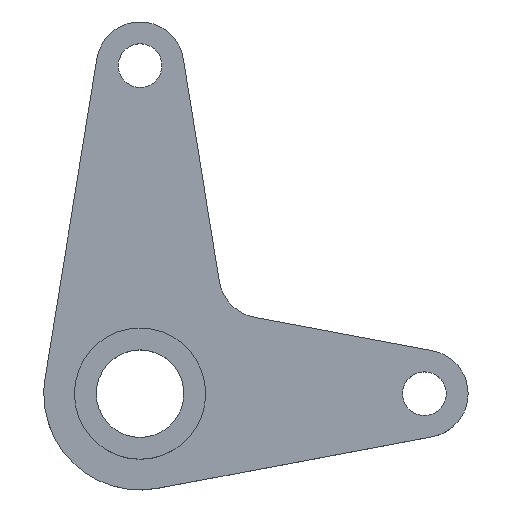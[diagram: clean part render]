
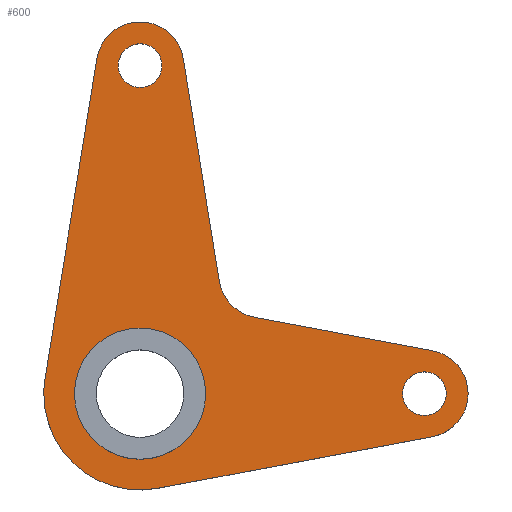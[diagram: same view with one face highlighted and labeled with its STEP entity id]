
A CAD part, top view. The second image highlights one B-rep face of the part: STEP entity #600.
In plain terms, the highlighted planar face has unit normal (0, 0, 1).
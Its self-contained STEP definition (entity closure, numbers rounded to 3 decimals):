
#2 = VECTOR ( 'NONE', #483, 1000. ) ;
#3 = AXIS2_PLACEMENT_3D ( 'NONE', #467, #628, #367 ) ;
#5 = EDGE_LOOP ( 'NONE', ( #336, #564 ) ) ;
#14 = CARTESIAN_POINT ( 'NONE',  ( -9.871, 76.6, 8. ) ) ;
#17 = ORIENTED_EDGE ( 'NONE', *, *, #642, .T. ) ;
#18 = CARTESIAN_POINT ( 'NONE',  ( 0., 75., 8. ) ) ;
#21 = ORIENTED_EDGE ( 'NONE', *, *, #563, .T. ) ;
#30 = CARTESIAN_POINT ( 'NONE',  ( 0., 75., 8. ) ) ;
#33 = CARTESIAN_POINT ( 'NONE',  ( 0., 0., 8. ) ) ;
#38 = DIRECTION ( 'NONE',  ( 0., 0., 1. ) ) ;
#44 = VERTEX_POINT ( 'NONE', #158 ) ;
#57 = VECTOR ( 'NONE', #578, 1000. ) ;
#61 = VERTEX_POINT ( 'NONE', #471 ) ;
#64 = DIRECTION ( 'NONE',  ( 1., 0., 0. ) ) ;
#66 = CIRCLE ( 'NONE', #279, 10. ) ;
#82 = CARTESIAN_POINT ( 'NONE',  ( 0., 0., 8. ) ) ;
#90 = CARTESIAN_POINT ( 'NONE',  ( -22., 0., 8. ) ) ;
#94 = VERTEX_POINT ( 'NONE', #469 ) ;
#99 = EDGE_CURVE ( 'NONE', #250, #44, #407, .T. ) ;
#103 = CIRCLE ( 'NONE', #3, 5. ) ;
#115 = AXIS2_PLACEMENT_3D ( 'NONE', #601, #236, #648 ) ;
#117 = CIRCLE ( 'NONE', #115, 5. ) ;
#131 = DIRECTION ( 'NONE',  ( 0., 0., 1. ) ) ;
#142 = CARTESIAN_POINT ( 'NONE',  ( 0., 0., 8. ) ) ;
#146 = FACE_BOUND ( 'NONE', #5, .T. ) ;
#149 = EDGE_CURVE ( 'NONE', #180, #94, #103, .T. ) ;
#157 = DIRECTION ( 'NONE',  ( -1., 0., 0. ) ) ;
#158 = CARTESIAN_POINT ( 'NONE',  ( 70., 0., 8. ) ) ;
#161 = EDGE_CURVE ( 'NONE', #284, #589, #443, .T. ) ;
#171 = LINE ( 'NONE', #636, #57 ) ;
#176 = CARTESIAN_POINT ( 'NONE',  ( 66.846, 9.828, 8. ) ) ;
#177 = ORIENTED_EDGE ( 'NONE', *, *, #99, .F. ) ;
#180 = VERTEX_POINT ( 'NONE', #619 ) ;
#188 = FACE_OUTER_BOUND ( 'NONE', #198, .T. ) ;
#198 = EDGE_LOOP ( 'NONE', ( #517, #380, #21, #17, #416, #218, #315, #607, #437 ) ) ;
#199 = CARTESIAN_POINT ( 'NONE',  ( 18.121, 25.701, 8. ) ) ;
#207 = CARTESIAN_POINT ( 'NONE',  ( 65., 0., 8. ) ) ;
#217 = CARTESIAN_POINT ( 'NONE',  ( 9.871, 76.6, 8. ) ) ;
#218 = ORIENTED_EDGE ( 'NONE', *, *, #474, .T. ) ;
#223 = EDGE_CURVE ( 'NONE', #94, #180, #373, .T. ) ;
#226 = CIRCLE ( 'NONE', #425, 22. ) ;
#228 = CARTESIAN_POINT ( 'NONE',  ( 26.146, 17.473, 8. ) ) ;
#233 = VERTEX_POINT ( 'NONE', #436 ) ;
#236 = DIRECTION ( 'NONE',  ( 0., 0., 1. ) ) ;
#240 = DIRECTION ( 'NONE',  ( 0., 0., 1. ) ) ;
#243 = EDGE_CURVE ( 'NONE', #61, #233, #658, .T. ) ;
#244 = ORIENTED_EDGE ( 'NONE', *, *, #340, .F. ) ;
#250 = VERTEX_POINT ( 'NONE', #481 ) ;
#251 = EDGE_CURVE ( 'NONE', #589, #270, #277, .T. ) ;
#257 = AXIS2_PLACEMENT_3D ( 'NONE', #379, #539, #64 ) ;
#260 = AXIS2_PLACEMENT_3D ( 'NONE', #457, #38, #650 ) ;
#270 = VERTEX_POINT ( 'NONE', #217 ) ;
#277 = LINE ( 'NONE', #377, #2 ) ;
#279 = AXIS2_PLACEMENT_3D ( 'NONE', #30, #240, #337 ) ;
#281 = CARTESIAN_POINT ( 'NONE',  ( -21.717, 3.52, 8. ) ) ;
#284 = VERTEX_POINT ( 'NONE', #228 ) ;
#298 = EDGE_CURVE ( 'NONE', #356, #389, #171, .T. ) ;
#299 = DIRECTION ( 'NONE',  ( 1., 0., 0. ) ) ;
#308 = VERTEX_POINT ( 'NONE', #176 ) ;
#315 = ORIENTED_EDGE ( 'NONE', *, *, #455, .T. ) ;
#325 = DIRECTION ( 'NONE',  ( 0., 0., 1. ) ) ;
#331 = EDGE_LOOP ( 'NONE', ( #177, #244 ) ) ;
#336 = ORIENTED_EDGE ( 'NONE', *, *, #406, .F. ) ;
#337 = DIRECTION ( 'NONE',  ( 1., 0., 0. ) ) ;
#340 = EDGE_CURVE ( 'NONE', #44, #250, #117, .T. ) ;
#347 = AXIS2_PLACEMENT_3D ( 'NONE', #82, #495, #299 ) ;
#349 = DIRECTION ( 'NONE',  ( 0., 0., 1. ) ) ;
#350 = AXIS2_PLACEMENT_3D ( 'NONE', #207, #421, #463 ) ;
#352 = LINE ( 'NONE', #409, #417 ) ;
#356 = VERTEX_POINT ( 'NONE', #653 ) ;
#364 = EDGE_CURVE ( 'NONE', #270, #649, #66, .T. ) ;
#367 = DIRECTION ( 'NONE',  ( 1., 0., 0. ) ) ;
#368 = AXIS2_PLACEMENT_3D ( 'NONE', #584, #325, #430 ) ;
#373 = CIRCLE ( 'NONE', #257, 5. ) ;
#377 = CARTESIAN_POINT ( 'NONE',  ( 9.871, 76.6, 8. ) ) ;
#379 = CARTESIAN_POINT ( 'NONE',  ( 0., 75., 8. ) ) ;
#380 = ORIENTED_EDGE ( 'NONE', *, *, #535, .T. ) ;
#389 = VERTEX_POINT ( 'NONE', #398 ) ;
#392 = FACE_BOUND ( 'NONE', #331, .T. ) ;
#398 = CARTESIAN_POINT ( 'NONE',  ( 66.846, -9.828, 8. ) ) ;
#401 = ORIENTED_EDGE ( 'NONE', *, *, #223, .F. ) ;
#406 = EDGE_CURVE ( 'NONE', #233, #61, #446, .T. ) ;
#407 = CIRCLE ( 'NONE', #350, 5. ) ;
#409 = CARTESIAN_POINT ( 'NONE',  ( 26.146, 17.473, 8. ) ) ;
#413 = AXIS2_PLACEMENT_3D ( 'NONE', #473, #573, #157 ) ;
#415 = AXIS2_PLACEMENT_3D ( 'NONE', #142, #349, #507 ) ;
#416 = ORIENTED_EDGE ( 'NONE', *, *, #298, .T. ) ;
#417 = VECTOR ( 'NONE', #598, 1000. ) ;
#421 = DIRECTION ( 'NONE',  ( 0., 0., 1. ) ) ;
#425 = AXIS2_PLACEMENT_3D ( 'NONE', #33, #594, #552 ) ;
#430 = DIRECTION ( 'NONE',  ( 1., 0., 0. ) ) ;
#436 = CARTESIAN_POINT ( 'NONE',  ( -15., 0., 8. ) ) ;
#437 = ORIENTED_EDGE ( 'NONE', *, *, #251, .T. ) ;
#443 = CIRCLE ( 'NONE', #413, 10. ) ;
#446 = CIRCLE ( 'NONE', #347, 15. ) ;
#455 = EDGE_CURVE ( 'NONE', #308, #284, #352, .T. ) ;
#457 = CARTESIAN_POINT ( 'NONE',  ( 65., 0., 8. ) ) ;
#463 = DIRECTION ( 'NONE',  ( 1., 0., 0. ) ) ;
#467 = CARTESIAN_POINT ( 'NONE',  ( 0., 75., 8. ) ) ;
#469 = CARTESIAN_POINT ( 'NONE',  ( -5., 75., 8. ) ) ;
#471 = CARTESIAN_POINT ( 'NONE',  ( 15., 0., 8. ) ) ;
#473 = CARTESIAN_POINT ( 'NONE',  ( 27.992, 27.301, 8. ) ) ;
#474 = EDGE_CURVE ( 'NONE', #389, #308, #660, .T. ) ;
#476 = VERTEX_POINT ( 'NONE', #90 ) ;
#481 = CARTESIAN_POINT ( 'NONE',  ( 60., 0., 8. ) ) ;
#483 = DIRECTION ( 'NONE',  ( -0.16, 0.987, 0. ) ) ;
#495 = DIRECTION ( 'NONE',  ( 0., 0., 1. ) ) ;
#500 = CIRCLE ( 'NONE', #415, 22. ) ;
#507 = DIRECTION ( 'NONE',  ( 1., 0., 0. ) ) ;
#517 = ORIENTED_EDGE ( 'NONE', *, *, #364, .T. ) ;
#535 = EDGE_CURVE ( 'NONE', #649, #604, #665, .T. ) ;
#539 = DIRECTION ( 'NONE',  ( 0., 0., 1. ) ) ;
#540 = ORIENTED_EDGE ( 'NONE', *, *, #149, .F. ) ;
#548 = PLANE ( 'NONE',  #626 ) ;
#551 = DIRECTION ( 'NONE',  ( -0.16, -0.987, 0. ) ) ;
#552 = DIRECTION ( 'NONE',  ( 1., 0., 0. ) ) ;
#563 = EDGE_CURVE ( 'NONE', #604, #476, #500, .T. ) ;
#564 = ORIENTED_EDGE ( 'NONE', *, *, #243, .F. ) ;
#565 = CARTESIAN_POINT ( 'NONE',  ( -9.871, 76.6, 8. ) ) ;
#573 = DIRECTION ( 'NONE',  ( 0., 0., -1. ) ) ;
#578 = DIRECTION ( 'NONE',  ( 0.983, 0.185, 0. ) ) ;
#582 = EDGE_LOOP ( 'NONE', ( #401, #540 ) ) ;
#583 = DIRECTION ( 'NONE',  ( 1., 0., 0. ) ) ;
#584 = CARTESIAN_POINT ( 'NONE',  ( 0., 0., 8. ) ) ;
#589 = VERTEX_POINT ( 'NONE', #199 ) ;
#594 = DIRECTION ( 'NONE',  ( 0., 0., 1. ) ) ;
#598 = DIRECTION ( 'NONE',  ( -0.983, 0.185, 0. ) ) ;
#600 = ADVANCED_FACE ( 'NONE', ( #146, #659, #188, #392 ), #548, .T. ) ;
#601 = CARTESIAN_POINT ( 'NONE',  ( 65., 0., 8. ) ) ;
#604 = VERTEX_POINT ( 'NONE', #281 ) ;
#607 = ORIENTED_EDGE ( 'NONE', *, *, #161, .T. ) ;
#619 = CARTESIAN_POINT ( 'NONE',  ( 5., 75., 8. ) ) ;
#626 = AXIS2_PLACEMENT_3D ( 'NONE', #18, #131, #583 ) ;
#628 = DIRECTION ( 'NONE',  ( 0., 0., 1. ) ) ;
#635 = VECTOR ( 'NONE', #551, 1000. ) ;
#636 = CARTESIAN_POINT ( 'NONE',  ( 4.062, -21.622, 8. ) ) ;
#642 = EDGE_CURVE ( 'NONE', #476, #356, #226, .T. ) ;
#648 = DIRECTION ( 'NONE',  ( 1., 0., 0. ) ) ;
#649 = VERTEX_POINT ( 'NONE', #14 ) ;
#650 = DIRECTION ( 'NONE',  ( 1., 0., 0. ) ) ;
#653 = CARTESIAN_POINT ( 'NONE',  ( 4.062, -21.622, 8. ) ) ;
#658 = CIRCLE ( 'NONE', #368, 15. ) ;
#659 = FACE_BOUND ( 'NONE', #582, .T. ) ;
#660 = CIRCLE ( 'NONE', #260, 10. ) ;
#665 = LINE ( 'NONE', #565, #635 ) ;
